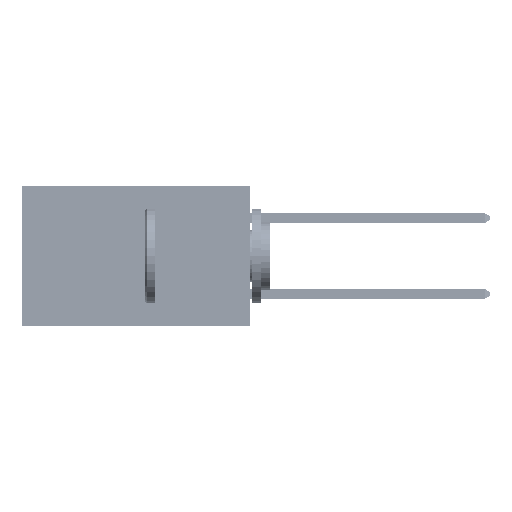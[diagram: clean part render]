
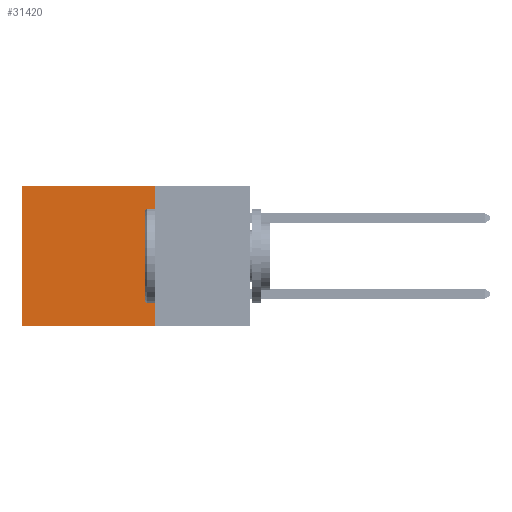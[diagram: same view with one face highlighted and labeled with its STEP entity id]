
A CAD part, left-side view. The second image highlights one B-rep face of the part: STEP entity #31420.
In plain terms, the highlighted planar face has unit normal (-1, 0, 0).
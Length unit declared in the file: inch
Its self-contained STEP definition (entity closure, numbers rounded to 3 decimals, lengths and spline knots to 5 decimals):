
#4312 = LINE ( 'NONE', #15888, #34591 ) ;
#4489 = CARTESIAN_POINT ( 'NONE',  ( 0.2875, 0.6, 0. ) ) ;
#5015 = CARTESIAN_POINT ( 'NONE',  ( 0.2875, 0.25, 0. ) ) ;
#6521 = EDGE_CURVE ( 'NONE', #29045, #35854, #4312, .T. ) ;
#6698 = ORIENTED_EDGE ( 'NONE', *, *, #27006, .F. ) ;
#7336 = CARTESIAN_POINT ( 'NONE',  ( 0.2875, 0.25, -0.37 ) ) ;
#7761 = AXIS2_PLACEMENT_3D ( 'NONE', #27664, #47266, #50954 ) ;
#8215 = VECTOR ( 'NONE', #26186, 39.37008 ) ;
#8917 = EDGE_LOOP ( 'NONE', ( #40243, #16068, #6698, #44936 ) ) ;
#11457 = LINE ( 'NONE', #34600, #26236 ) ;
#11939 = EDGE_CURVE ( 'NONE', #16925, #29045, #38184, .T. ) ;
#11964 = PLANE ( 'NONE',  #7761 ) ;
#15888 = CARTESIAN_POINT ( 'NONE',  ( 0.2875, 0.6, 0. ) ) ;
#16068 = ORIENTED_EDGE ( 'NONE', *, *, #28121, .F. ) ;
#16925 = VERTEX_POINT ( 'NONE', #47249 ) ;
#17121 = VECTOR ( 'NONE', #36076, 39.37008 ) ;
#26186 = DIRECTION ( 'NONE',  ( 0., 1., 0. ) ) ;
#26236 = VECTOR ( 'NONE', #46558, 39.37008 ) ;
#27006 = EDGE_CURVE ( 'NONE', #16925, #38798, #11457, .T. ) ;
#27619 = FACE_OUTER_BOUND ( 'NONE', #8917, .T. ) ;
#27664 = CARTESIAN_POINT ( 'NONE',  ( 0.2875, 0.25, 0. ) ) ;
#28121 = EDGE_CURVE ( 'NONE', #38798, #35854, #49104, .T. ) ;
#29045 = VERTEX_POINT ( 'NONE', #4489 ) ;
#30482 = CARTESIAN_POINT ( 'NONE',  ( 0.2875, 0.25, -0.37 ) ) ;
#31420 = ADVANCED_FACE ( 'NONE', ( #27619 ), #11964, .F. ) ;
#34591 = VECTOR ( 'NONE', #47742, 39.37008 ) ;
#34600 = CARTESIAN_POINT ( 'NONE',  ( 0.2875, 0.25, 0. ) ) ;
#35854 = VERTEX_POINT ( 'NONE', #36434 ) ;
#36076 = DIRECTION ( 'NONE',  ( 0., 1., 0. ) ) ;
#36434 = CARTESIAN_POINT ( 'NONE',  ( 0.2875, 0.6, -0.37 ) ) ;
#38184 = LINE ( 'NONE', #5015, #17121 ) ;
#38798 = VERTEX_POINT ( 'NONE', #7336 ) ;
#40243 = ORIENTED_EDGE ( 'NONE', *, *, #6521, .T. ) ;
#44936 = ORIENTED_EDGE ( 'NONE', *, *, #11939, .T. ) ;
#46558 = DIRECTION ( 'NONE',  ( 0., 0., -1. ) ) ;
#47249 = CARTESIAN_POINT ( 'NONE',  ( 0.2875, 0.25, 0. ) ) ;
#47266 = DIRECTION ( 'NONE',  ( 1., 0., 0. ) ) ;
#47742 = DIRECTION ( 'NONE',  ( 0., 0., -1. ) ) ;
#49104 = LINE ( 'NONE', #30482, #8215 ) ;
#50954 = DIRECTION ( 'NONE',  ( 0., 0., -1. ) ) ;
